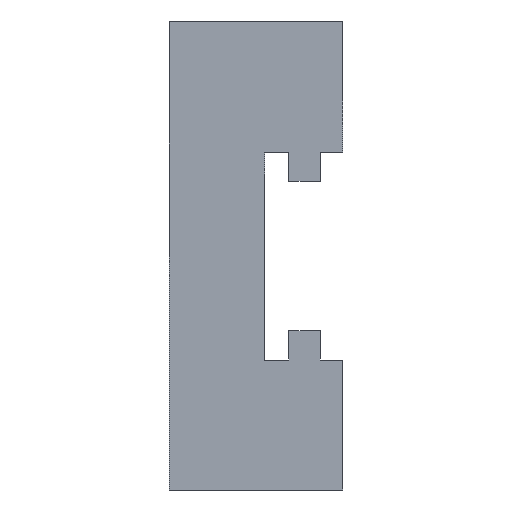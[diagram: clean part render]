
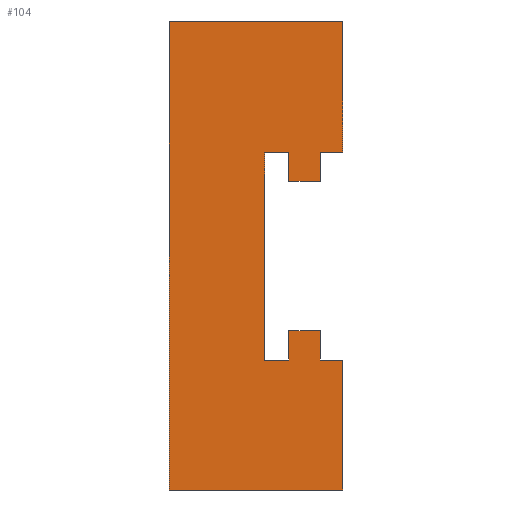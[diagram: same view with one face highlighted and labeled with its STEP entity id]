
A CAD part, left-side view. The second image highlights one B-rep face of the part: STEP entity #104.
In plain terms, the highlighted planar face has unit normal (-1, 0, 0).
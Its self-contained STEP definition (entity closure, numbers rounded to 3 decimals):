
#17 = CARTESIAN_POINT ( 'NONE',  ( 0., 0., 0. ) ) ;
#19 = DIRECTION ( 'NONE',  ( 0., 1., 0. ) ) ;
#40 = CARTESIAN_POINT ( 'NONE',  ( 0., 1.3, -9.2 ) ) ;
#48 = LINE ( 'NONE', #626, #59 ) ;
#59 = VECTOR ( 'NONE', #746, 1000. ) ;
#65 = LINE ( 'NONE', #645, #780 ) ;
#66 = DIRECTION ( 'NONE',  ( 0., 0., -1. ) ) ;
#77 = CARTESIAN_POINT ( 'NONE',  ( 0., 0., -19.5 ) ) ;
#93 = VECTOR ( 'NONE', #792, 1000. ) ;
#94 = LINE ( 'NONE', #802, #695 ) ;
#96 = CARTESIAN_POINT ( 'NONE',  ( 0., 10., 0. ) ) ;
#104 = ADVANCED_FACE ( 'NONE', ( #281 ), #848, .F. ) ;
#105 = CARTESIAN_POINT ( 'NONE',  ( 0., 3.1, -17.8 ) ) ;
#111 = DIRECTION ( 'NONE',  ( 0., 0., 1. ) ) ;
#112 = VERTEX_POINT ( 'NONE', #776 ) ;
#118 = CARTESIAN_POINT ( 'NONE',  ( 0., 0., -19.5 ) ) ;
#122 = VECTOR ( 'NONE', #533, 1000. ) ;
#129 = CARTESIAN_POINT ( 'NONE',  ( 0., 0., -7.5 ) ) ;
#143 = VERTEX_POINT ( 'NONE', #651 ) ;
#147 = ORIENTED_EDGE ( 'NONE', *, *, #784, .F. ) ;
#154 = ORIENTED_EDGE ( 'NONE', *, *, #230, .F. ) ;
#156 = CARTESIAN_POINT ( 'NONE',  ( 0., 10., -27. ) ) ;
#159 = ORIENTED_EDGE ( 'NONE', *, *, #678, .T. ) ;
#171 = LINE ( 'NONE', #733, #259 ) ;
#195 = EDGE_CURVE ( 'NONE', #610, #333, #663, .T. ) ;
#197 = VECTOR ( 'NONE', #111, 1000. ) ;
#212 = VECTOR ( 'NONE', #398, 1000. ) ;
#230 = EDGE_CURVE ( 'NONE', #350, #389, #94, .T. ) ;
#233 = ORIENTED_EDGE ( 'NONE', *, *, #195, .T. ) ;
#240 = VERTEX_POINT ( 'NONE', #380 ) ;
#244 = CARTESIAN_POINT ( 'NONE',  ( 0., 3.1, -19.5 ) ) ;
#255 = VERTEX_POINT ( 'NONE', #319 ) ;
#257 = CARTESIAN_POINT ( 'NONE',  ( 0., 0., 0. ) ) ;
#259 = VECTOR ( 'NONE', #316, 1000. ) ;
#266 = EDGE_CURVE ( 'NONE', #861, #564, #673, .T. ) ;
#271 = CARTESIAN_POINT ( 'NONE',  ( 0., 3.1, -19.5 ) ) ;
#281 = FACE_OUTER_BOUND ( 'NONE', #913, .T. ) ;
#316 = DIRECTION ( 'NONE',  ( 0., -1., 0. ) ) ;
#319 = CARTESIAN_POINT ( 'NONE',  ( 0., 3.1, -7.5 ) ) ;
#332 = CARTESIAN_POINT ( 'NONE',  ( 0., 4.5, -7.5 ) ) ;
#333 = VERTEX_POINT ( 'NONE', #487 ) ;
#337 = LINE ( 'NONE', #257, #515 ) ;
#339 = VERTEX_POINT ( 'NONE', #118 ) ;
#350 = VERTEX_POINT ( 'NONE', #332 ) ;
#354 = VERTEX_POINT ( 'NONE', #40 ) ;
#370 = ORIENTED_EDGE ( 'NONE', *, *, #601, .F. ) ;
#373 = CARTESIAN_POINT ( 'NONE',  ( 0., 10., 0. ) ) ;
#377 = VECTOR ( 'NONE', #633, 1000. ) ;
#380 = CARTESIAN_POINT ( 'NONE',  ( 0., 3.1, -19.5 ) ) ;
#381 = ORIENTED_EDGE ( 'NONE', *, *, #608, .F. ) ;
#385 = ORIENTED_EDGE ( 'NONE', *, *, #475, .F. ) ;
#386 = DIRECTION ( 'NONE',  ( 0., 1., 0. ) ) ;
#389 = VERTEX_POINT ( 'NONE', #640 ) ;
#391 = LINE ( 'NONE', #105, #670 ) ;
#398 = DIRECTION ( 'NONE',  ( 0., -1., 0. ) ) ;
#420 = VECTOR ( 'NONE', #19, 1000. ) ;
#441 = ORIENTED_EDGE ( 'NONE', *, *, #603, .F. ) ;
#459 = CARTESIAN_POINT ( 'NONE',  ( 0., 1.3, -19.5 ) ) ;
#460 = ORIENTED_EDGE ( 'NONE', *, *, #655, .F. ) ;
#467 = VECTOR ( 'NONE', #796, 1000. ) ;
#475 = EDGE_CURVE ( 'NONE', #861, #143, #65, .T. ) ;
#479 = EDGE_CURVE ( 'NONE', #112, #339, #703, .T. ) ;
#481 = CARTESIAN_POINT ( 'NONE',  ( 0., 3.1, -17.8 ) ) ;
#487 = CARTESIAN_POINT ( 'NONE',  ( 0., 0., -27. ) ) ;
#496 = VECTOR ( 'NONE', #865, 1000. ) ;
#515 = VECTOR ( 'NONE', #882, 1000. ) ;
#522 = CARTESIAN_POINT ( 'NONE',  ( 0., 0., 0. ) ) ;
#527 = LINE ( 'NONE', #459, #467 ) ;
#533 = DIRECTION ( 'NONE',  ( 0., 0., 1. ) ) ;
#535 = ORIENTED_EDGE ( 'NONE', *, *, #647, .F. ) ;
#538 = LINE ( 'NONE', #594, #93 ) ;
#564 = VERTEX_POINT ( 'NONE', #522 ) ;
#571 = EDGE_CURVE ( 'NONE', #825, #716, #391, .T. ) ;
#580 = VERTEX_POINT ( 'NONE', #736 ) ;
#581 = ORIENTED_EDGE ( 'NONE', *, *, #266, .T. ) ;
#591 = CARTESIAN_POINT ( 'NONE',  ( 0., 10., 0. ) ) ;
#594 = CARTESIAN_POINT ( 'NONE',  ( 0., 3.1, -7.5 ) ) ;
#601 = EDGE_CURVE ( 'NONE', #580, #255, #538, .T. ) ;
#603 = EDGE_CURVE ( 'NONE', #610, #854, #862, .T. ) ;
#608 = EDGE_CURVE ( 'NONE', #255, #350, #722, .T. ) ;
#610 = VERTEX_POINT ( 'NONE', #156 ) ;
#617 = LINE ( 'NONE', #271, #726 ) ;
#619 = EDGE_CURVE ( 'NONE', #716, #112, #527, .T. ) ;
#626 = CARTESIAN_POINT ( 'NONE',  ( 0., 1.3, -7.5 ) ) ;
#630 = ORIENTED_EDGE ( 'NONE', *, *, #876, .F. ) ;
#633 = DIRECTION ( 'NONE',  ( 0., -1., 0. ) ) ;
#640 = CARTESIAN_POINT ( 'NONE',  ( 0., 4.5, -19.5 ) ) ;
#641 = VECTOR ( 'NONE', #386, 1000. ) ;
#645 = CARTESIAN_POINT ( 'NONE',  ( 0., 0., -7.5 ) ) ;
#647 = EDGE_CURVE ( 'NONE', #240, #825, #869, .T. ) ;
#651 = CARTESIAN_POINT ( 'NONE',  ( 0., 1.3, -7.5 ) ) ;
#655 = EDGE_CURVE ( 'NONE', #854, #564, #171, .T. ) ;
#658 = CARTESIAN_POINT ( 'NONE',  ( 0., 3.1, -7.5 ) ) ;
#663 = LINE ( 'NONE', #667, #212 ) ;
#667 = CARTESIAN_POINT ( 'NONE',  ( 0., 10., -27. ) ) ;
#670 = VECTOR ( 'NONE', #801, 1000. ) ;
#673 = LINE ( 'NONE', #17, #197 ) ;
#678 = EDGE_CURVE ( 'NONE', #333, #339, #337, .T. ) ;
#688 = DIRECTION ( 'NONE',  ( 0., -1., 0. ) ) ;
#693 = AXIS2_PLACEMENT_3D ( 'NONE', #373, #918, #66 ) ;
#694 = CARTESIAN_POINT ( 'NONE',  ( 0., 3.1, -9.2 ) ) ;
#695 = VECTOR ( 'NONE', #866, 1000. ) ;
#703 = LINE ( 'NONE', #77, #377 ) ;
#716 = VERTEX_POINT ( 'NONE', #823 ) ;
#722 = LINE ( 'NONE', #658, #641 ) ;
#726 = VECTOR ( 'NONE', #688, 1000. ) ;
#727 = LINE ( 'NONE', #694, #420 ) ;
#733 = CARTESIAN_POINT ( 'NONE',  ( 0., 10., 0. ) ) ;
#736 = CARTESIAN_POINT ( 'NONE',  ( 0., 3.1, -9.2 ) ) ;
#744 = ORIENTED_EDGE ( 'NONE', *, *, #757, .F. ) ;
#746 = DIRECTION ( 'NONE',  ( 0., 0., -1. ) ) ;
#757 = EDGE_CURVE ( 'NONE', #143, #354, #48, .T. ) ;
#776 = CARTESIAN_POINT ( 'NONE',  ( 0., 1.3, -19.5 ) ) ;
#780 = VECTOR ( 'NONE', #910, 1000. ) ;
#784 = EDGE_CURVE ( 'NONE', #389, #240, #617, .T. ) ;
#792 = DIRECTION ( 'NONE',  ( 0., 0., 1. ) ) ;
#796 = DIRECTION ( 'NONE',  ( 0., 0., -1. ) ) ;
#801 = DIRECTION ( 'NONE',  ( 0., -1., 0. ) ) ;
#802 = CARTESIAN_POINT ( 'NONE',  ( 0., 4.5, -7.5 ) ) ;
#823 = CARTESIAN_POINT ( 'NONE',  ( 0., 1.3, -17.8 ) ) ;
#825 = VERTEX_POINT ( 'NONE', #481 ) ;
#843 = ORIENTED_EDGE ( 'NONE', *, *, #571, .F. ) ;
#848 = PLANE ( 'NONE',  #693 ) ;
#854 = VERTEX_POINT ( 'NONE', #96 ) ;
#861 = VERTEX_POINT ( 'NONE', #129 ) ;
#862 = LINE ( 'NONE', #591, #496 ) ;
#865 = DIRECTION ( 'NONE',  ( 0., 0., 1. ) ) ;
#866 = DIRECTION ( 'NONE',  ( 0., 0., -1. ) ) ;
#869 = LINE ( 'NONE', #244, #122 ) ;
#873 = ORIENTED_EDGE ( 'NONE', *, *, #619, .F. ) ;
#876 = EDGE_CURVE ( 'NONE', #354, #580, #727, .T. ) ;
#882 = DIRECTION ( 'NONE',  ( 0., 0., 1. ) ) ;
#910 = DIRECTION ( 'NONE',  ( 0., 1., 0. ) ) ;
#913 = EDGE_LOOP ( 'NONE', ( #744, #385, #581, #460, #441, #233, #159, #914, #873, #843, #535, #147, #154, #381, #370, #630 ) ) ;
#914 = ORIENTED_EDGE ( 'NONE', *, *, #479, .F. ) ;
#918 = DIRECTION ( 'NONE',  ( 1., 0., 0. ) ) ;
